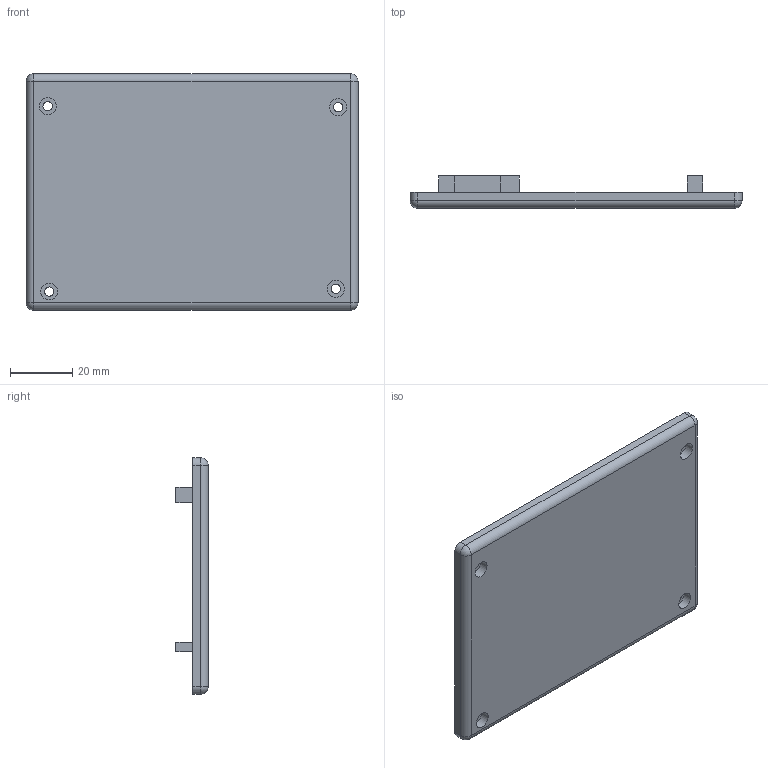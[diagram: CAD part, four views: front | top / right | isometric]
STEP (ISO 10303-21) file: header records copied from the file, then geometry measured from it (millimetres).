
FILE_DESCRIPTION(/* description */ ('KiCad electronic assembly'),/* implementation_level */ '2;1');
FILE_NAME(/* name */ 'Bottom.step',/* time_stamp */ '2026-02-23T20:36:33+01:00',/* author */ (''),/* organization */ (''),/* preprocessor_version */ 'ST-DEVELOPER v20.1',/* originating_system */ 'Autodesk Translation Framework v14.24.0.0',/* authorisation */ '');
FILE_SCHEMA (('AUTOMOTIVE_DESIGN { 1 0 10303 214 3 1 1 }'));
Length unit declared in the file: millimetre
Products named in the file (1): test 1
Bounding box: 106.87 x 10.45 x 76.21 mm (x, y, z)
Volume: 40845.5 mm3; surface area: 18564.7 mm2
Topology: 1 solids, 1 shells, 45 faces, 96 edges, 60 vertices
Faces by surface type: plane 25, cylinder 16, sphere 4
Full cylindrical faces by diameter (mm): 3 x4, 5.4 x1, 5.5 x3
Entity records: 1244 total; most frequent: DIRECTION 220, CARTESIAN_POINT 202, ORIENTED_EDGE 192, EDGE_CURVE 96, AXIS2_PLACEMENT_3D 78, LINE 64, VECTOR 64, EDGE_LOOP 60
